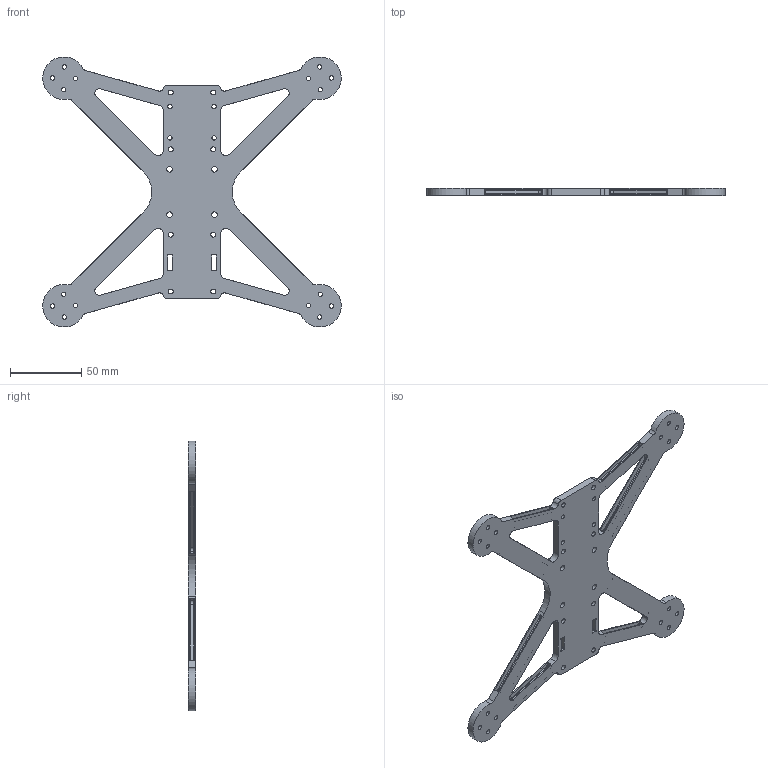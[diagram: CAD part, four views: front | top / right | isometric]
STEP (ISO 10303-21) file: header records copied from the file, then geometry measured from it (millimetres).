
FILE_DESCRIPTION(/* description */ (''),/* implementation_level */ '2;1');
FILE_NAME(/* name */ 'Drone Frame Mrk 2.stp',/* time_stamp */ '2025-07-19T18:08:46+10:00',/* author */ ('User'),/* organization */ (''),/* preprocessor_version */ 'ST-DEVELOPER v20.1',/* originating_system */ 'Autodesk Inventor 2026',/* authorisation */ '');
FILE_SCHEMA (('AUTOMOTIVE_DESIGN { 1 0 10303 214 3 1 1 }'));
Length unit declared in the file: millimetre
Products named in the file (1): Drone Frame Mrk 2
Bounding box: 209.94 x 5 x 189.93 mm (x, y, z)
Volume: 69086.6 mm3; surface area: 47161 mm2
Topology: 1 solids, 1 shells, 406 faces, 1060 edges, 664 vertices
Faces by surface type: cylinder 210, plane 132, torus 64
Full cylindrical faces by diameter (mm): 3 x20, 3.5 x8, 4 x4
Entity records: 12868 total; most frequent: CARTESIAN_POINT 2347, DIRECTION 2334, ORIENTED_EDGE 2120, EDGE_CURVE 1060, AXIS2_PLACEMENT_3D 891, VERTEX_POINT 664, LINE 552, VECTOR 552
